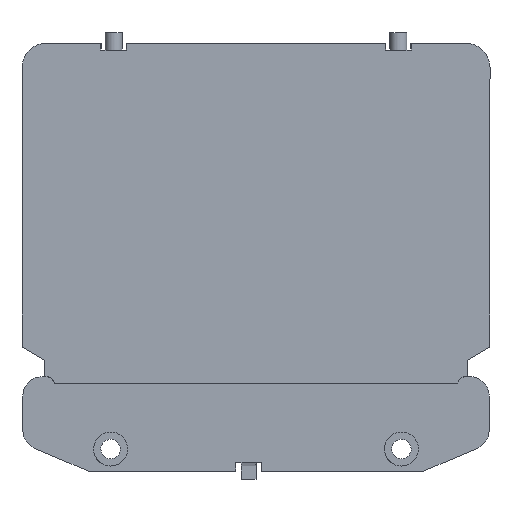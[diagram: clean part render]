
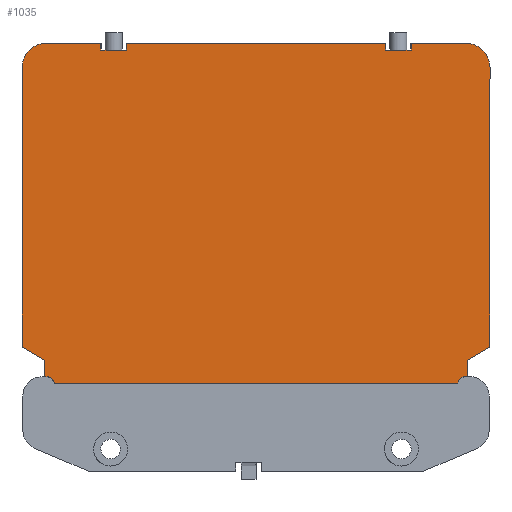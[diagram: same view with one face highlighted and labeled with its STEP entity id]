
A CAD part, left-side view. The second image highlights one B-rep face of the part: STEP entity #1035.
In plain terms, the highlighted planar face has unit normal (-1, 0, 0).
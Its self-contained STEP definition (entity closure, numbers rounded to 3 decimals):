
#878=AXIS2_PLACEMENT_3D('Plane Axis2P3D',#875,#876,#877) ;
#896=AXIS2_PLACEMENT_3D('Circle Axis2P3D',#894,#895,$) ;
#966=AXIS2_PLACEMENT_3D('Circle Axis2P3D',#964,#965,$) ;
#1001=AXIS2_PLACEMENT_3D('Circle Axis2P3D',#999,#1000,$) ;
#43=CARTESIAN_POINT('Vertex',(1.3,5.55,23.8)) ;
#92=CARTESIAN_POINT('Vertex',(1.3,5.3,23.8)) ;
#95=CARTESIAN_POINT('Line Origine',(1.3,5.425,23.8)) ;
#131=CARTESIAN_POINT('Control Point',(1.3,7.486,22.3)) ;
#132=CARTESIAN_POINT('Control Point',(1.3,7.355,22.81)) ;
#133=CARTESIAN_POINT('Control Point',(1.3,7.052,23.28)) ;
#134=CARTESIAN_POINT('Control Point',(1.3,6.607,23.625)) ;
#135=CARTESIAN_POINT('Control Point',(1.3,6.077,23.8)) ;
#136=CARTESIAN_POINT('Control Point',(1.3,5.55,23.8)) ;
#137=CARTESIAN_POINT('Vertex',(1.3,7.486,22.3)) ;
#859=CARTESIAN_POINT('Vertex',(1.3,5.3,27.6)) ;
#862=CARTESIAN_POINT('Line Origine',(1.3,5.3,25.7)) ;
#875=CARTESIAN_POINT('Axis2P3D Location',(1.3,54.3,1.9)) ;
#880=CARTESIAN_POINT('Line Origine',(1.3,2.65,29.13)) ;
#884=CARTESIAN_POINT('Vertex',(1.3,0.,30.66)) ;
#887=CARTESIAN_POINT('Line Origine',(1.3,0.,63.13)) ;
#891=CARTESIAN_POINT('Vertex',(1.3,0.,95.6)) ;
#894=CARTESIAN_POINT('Axis2P3D Location',(1.3,5.5,95.6)) ;
#898=CARTESIAN_POINT('Vertex',(1.3,5.5,101.1)) ;
#901=CARTESIAN_POINT('Line Origine',(1.3,11.9,101.1)) ;
#905=CARTESIAN_POINT('Vertex',(1.3,18.3,101.1)) ;
#908=CARTESIAN_POINT('Line Origine',(1.3,18.3,100.35)) ;
#912=CARTESIAN_POINT('Vertex',(1.3,18.3,99.6)) ;
#915=CARTESIAN_POINT('Line Origine',(1.3,21.3,99.6)) ;
#919=CARTESIAN_POINT('Vertex',(1.3,24.3,99.6)) ;
#922=CARTESIAN_POINT('Line Origine',(1.3,24.3,100.35)) ;
#926=CARTESIAN_POINT('Vertex',(1.3,24.3,101.1)) ;
#929=CARTESIAN_POINT('Line Origine',(1.3,54.3,101.1)) ;
#933=CARTESIAN_POINT('Vertex',(1.3,84.3,101.1)) ;
#936=CARTESIAN_POINT('Line Origine',(1.3,84.3,100.35)) ;
#940=CARTESIAN_POINT('Vertex',(1.3,84.3,99.6)) ;
#943=CARTESIAN_POINT('Line Origine',(1.3,87.3,99.6)) ;
#947=CARTESIAN_POINT('Vertex',(1.3,90.3,99.6)) ;
#950=CARTESIAN_POINT('Line Origine',(1.3,90.3,100.35)) ;
#954=CARTESIAN_POINT('Vertex',(1.3,90.3,101.1)) ;
#957=CARTESIAN_POINT('Line Origine',(1.3,96.7,101.1)) ;
#961=CARTESIAN_POINT('Vertex',(1.3,103.1,101.1)) ;
#964=CARTESIAN_POINT('Axis2P3D Location',(1.3,103.1,95.6)) ;
#968=CARTESIAN_POINT('Vertex',(1.3,108.6,95.6)) ;
#971=CARTESIAN_POINT('Line Origine',(1.3,108.6,63.13)) ;
#975=CARTESIAN_POINT('Vertex',(1.3,108.6,30.66)) ;
#978=CARTESIAN_POINT('Line Origine',(1.3,105.95,29.13)) ;
#982=CARTESIAN_POINT('Vertex',(1.3,103.3,27.6)) ;
#985=CARTESIAN_POINT('Line Origine',(1.3,103.3,25.7)) ;
#989=CARTESIAN_POINT('Vertex',(1.3,103.3,23.8)) ;
#992=CARTESIAN_POINT('Line Origine',(1.3,103.175,23.8)) ;
#996=CARTESIAN_POINT('Vertex',(1.3,103.05,23.8)) ;
#999=CARTESIAN_POINT('Axis2P3D Location',(1.3,103.05,21.8)) ;
#1003=CARTESIAN_POINT('Vertex',(1.3,101.114,22.3)) ;
#1006=CARTESIAN_POINT('Line Origine',(1.3,54.3,22.3)) ;
#96=DIRECTION('Vector Direction',(0.,-1.,0.)) ;
#863=DIRECTION('Vector Direction',(0.,0.,-1.)) ;
#876=DIRECTION('Axis2P3D Direction',(1.,0.,0.)) ;
#877=DIRECTION('Axis2P3D XDirection',(0.,1.,0.)) ;
#881=DIRECTION('Vector Direction',(0.,0.866,-0.5)) ;
#888=DIRECTION('Vector Direction',(0.,0.,1.)) ;
#895=DIRECTION('Axis2P3D Direction',(1.,0.,0.)) ;
#902=DIRECTION('Vector Direction',(0.,-1.,0.)) ;
#909=DIRECTION('Vector Direction',(0.,0.,1.)) ;
#916=DIRECTION('Vector Direction',(0.,1.,0.)) ;
#923=DIRECTION('Vector Direction',(0.,0.,1.)) ;
#930=DIRECTION('Vector Direction',(0.,-1.,0.)) ;
#937=DIRECTION('Vector Direction',(0.,0.,1.)) ;
#944=DIRECTION('Vector Direction',(0.,1.,0.)) ;
#951=DIRECTION('Vector Direction',(0.,0.,1.)) ;
#958=DIRECTION('Vector Direction',(0.,-1.,0.)) ;
#965=DIRECTION('Axis2P3D Direction',(1.,0.,0.)) ;
#972=DIRECTION('Vector Direction',(0.,0.,-1.)) ;
#979=DIRECTION('Vector Direction',(0.,-0.866,-0.5)) ;
#986=DIRECTION('Vector Direction',(0.,0.,-1.)) ;
#993=DIRECTION('Vector Direction',(0.,-1.,0.)) ;
#1000=DIRECTION('Axis2P3D Direction',(1.,0.,0.)) ;
#1007=DIRECTION('Vector Direction',(0.,-1.,0.)) ;
#97=VECTOR('Line Direction',#96,1.) ;
#864=VECTOR('Line Direction',#863,1.) ;
#882=VECTOR('Line Direction',#881,1.) ;
#889=VECTOR('Line Direction',#888,1.) ;
#903=VECTOR('Line Direction',#902,1.) ;
#910=VECTOR('Line Direction',#909,1.) ;
#917=VECTOR('Line Direction',#916,1.) ;
#924=VECTOR('Line Direction',#923,1.) ;
#931=VECTOR('Line Direction',#930,1.) ;
#938=VECTOR('Line Direction',#937,1.) ;
#945=VECTOR('Line Direction',#944,1.) ;
#952=VECTOR('Line Direction',#951,1.) ;
#959=VECTOR('Line Direction',#958,1.) ;
#973=VECTOR('Line Direction',#972,1.) ;
#980=VECTOR('Line Direction',#979,1.) ;
#987=VECTOR('Line Direction',#986,1.) ;
#994=VECTOR('Line Direction',#993,1.) ;
#1008=VECTOR('Line Direction',#1007,1.) ;
#1012=ORIENTED_EDGE('',*,*,#886,.T.) ;
#1013=ORIENTED_EDGE('',*,*,#893,.T.) ;
#1014=ORIENTED_EDGE('',*,*,#900,.T.) ;
#1015=ORIENTED_EDGE('',*,*,#907,.T.) ;
#1016=ORIENTED_EDGE('',*,*,#914,.F.) ;
#1017=ORIENTED_EDGE('',*,*,#921,.F.) ;
#1018=ORIENTED_EDGE('',*,*,#928,.T.) ;
#1019=ORIENTED_EDGE('',*,*,#935,.T.) ;
#1020=ORIENTED_EDGE('',*,*,#942,.F.) ;
#1021=ORIENTED_EDGE('',*,*,#949,.F.) ;
#1022=ORIENTED_EDGE('',*,*,#956,.T.) ;
#1023=ORIENTED_EDGE('',*,*,#963,.T.) ;
#1024=ORIENTED_EDGE('',*,*,#970,.T.) ;
#1025=ORIENTED_EDGE('',*,*,#977,.T.) ;
#1026=ORIENTED_EDGE('',*,*,#984,.T.) ;
#1027=ORIENTED_EDGE('',*,*,#991,.T.) ;
#1028=ORIENTED_EDGE('',*,*,#998,.T.) ;
#1029=ORIENTED_EDGE('',*,*,#1005,.T.) ;
#1030=ORIENTED_EDGE('',*,*,#1010,.T.) ;
#1031=ORIENTED_EDGE('',*,*,#139,.T.) ;
#1032=ORIENTED_EDGE('',*,*,#99,.T.) ;
#1033=ORIENTED_EDGE('',*,*,#866,.T.) ;
#1035=ADVANCED_FACE('ABSCHLUSSPLATTE',(#1034),#879,.F.) ;
#130=B_SPLINE_CURVE_WITH_KNOTS('',5,(#131,#132,#133,#134,#135,#136),.UNSPECIFIED.,.F.,.U.,(6,6),(0.,2.734),.UNSPECIFIED.) ;
#897=CIRCLE('generated circle',#896,5.5) ;
#967=CIRCLE('generated circle',#966,5.5) ;
#1002=CIRCLE('generated circle',#1001,2.) ;
#99=EDGE_CURVE('',#44,#93,#98,.T.) ;
#139=EDGE_CURVE('',#138,#44,#130,.T.) ;
#866=EDGE_CURVE('',#93,#860,#865,.F.) ;
#886=EDGE_CURVE('',#860,#885,#883,.F.) ;
#893=EDGE_CURVE('',#885,#892,#890,.T.) ;
#900=EDGE_CURVE('',#892,#899,#897,.F.) ;
#907=EDGE_CURVE('',#899,#906,#904,.F.) ;
#914=EDGE_CURVE('',#913,#906,#911,.T.) ;
#921=EDGE_CURVE('',#920,#913,#918,.F.) ;
#928=EDGE_CURVE('',#920,#927,#925,.T.) ;
#935=EDGE_CURVE('',#927,#934,#932,.F.) ;
#942=EDGE_CURVE('',#941,#934,#939,.T.) ;
#949=EDGE_CURVE('',#948,#941,#946,.F.) ;
#956=EDGE_CURVE('',#948,#955,#953,.T.) ;
#963=EDGE_CURVE('',#955,#962,#960,.F.) ;
#970=EDGE_CURVE('',#962,#969,#967,.F.) ;
#977=EDGE_CURVE('',#969,#976,#974,.T.) ;
#984=EDGE_CURVE('',#976,#983,#981,.T.) ;
#991=EDGE_CURVE('',#983,#990,#988,.T.) ;
#998=EDGE_CURVE('',#990,#997,#995,.T.) ;
#1005=EDGE_CURVE('',#997,#1004,#1002,.T.) ;
#1010=EDGE_CURVE('',#1004,#138,#1009,.T.) ;
#1011=EDGE_LOOP('',(#1012,#1013,#1014,#1015,#1016,#1017,#1018,#1019,#1020,#1021,#1022,#1023,#1024,#1025,#1026,#1027,#1028,#1029,#1030,#1031,#1032,#1033)) ;
#1034=FACE_OUTER_BOUND('',#1011,.T.) ;
#98=LINE('Line',#95,#97) ;
#865=LINE('Line',#862,#864) ;
#883=LINE('Line',#880,#882) ;
#890=LINE('Line',#887,#889) ;
#904=LINE('Line',#901,#903) ;
#911=LINE('Line',#908,#910) ;
#918=LINE('Line',#915,#917) ;
#925=LINE('Line',#922,#924) ;
#932=LINE('Line',#929,#931) ;
#939=LINE('Line',#936,#938) ;
#946=LINE('Line',#943,#945) ;
#953=LINE('Line',#950,#952) ;
#960=LINE('Line',#957,#959) ;
#974=LINE('Line',#971,#973) ;
#981=LINE('Line',#978,#980) ;
#988=LINE('Line',#985,#987) ;
#995=LINE('Line',#992,#994) ;
#1009=LINE('Line',#1006,#1008) ;
#879=PLANE('',#878) ;
#44=VERTEX_POINT('',#43) ;
#93=VERTEX_POINT('',#92) ;
#138=VERTEX_POINT('',#137) ;
#860=VERTEX_POINT('',#859) ;
#885=VERTEX_POINT('',#884) ;
#892=VERTEX_POINT('',#891) ;
#899=VERTEX_POINT('',#898) ;
#906=VERTEX_POINT('',#905) ;
#913=VERTEX_POINT('',#912) ;
#920=VERTEX_POINT('',#919) ;
#927=VERTEX_POINT('',#926) ;
#934=VERTEX_POINT('',#933) ;
#941=VERTEX_POINT('',#940) ;
#948=VERTEX_POINT('',#947) ;
#955=VERTEX_POINT('',#954) ;
#962=VERTEX_POINT('',#961) ;
#969=VERTEX_POINT('',#968) ;
#976=VERTEX_POINT('',#975) ;
#983=VERTEX_POINT('',#982) ;
#990=VERTEX_POINT('',#989) ;
#997=VERTEX_POINT('',#996) ;
#1004=VERTEX_POINT('',#1003) ;
